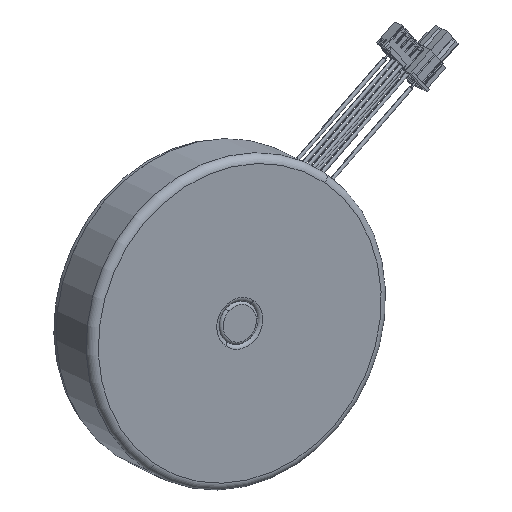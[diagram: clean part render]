
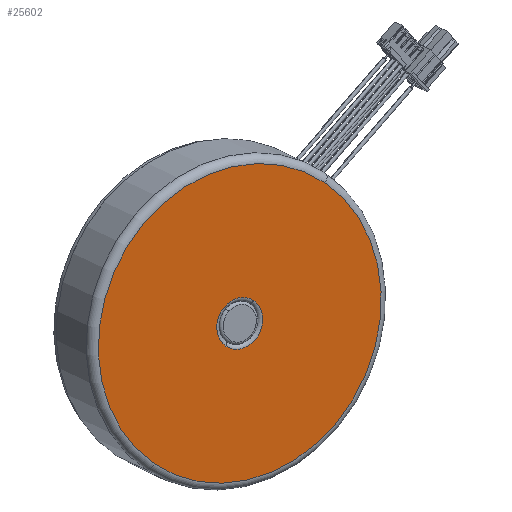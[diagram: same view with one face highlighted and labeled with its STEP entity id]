
A CAD part, front view. The second image highlights one B-rep face of the part: STEP entity #25602.
In plain terms, the highlighted face is planar.
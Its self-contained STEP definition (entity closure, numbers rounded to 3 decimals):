
#1222 = ORIENTED_EDGE ( 'NONE', *, *, #21101, .T. ) ;
#1771 = EDGE_CURVE ( 'NONE', #27112, #24026, #10244, .T. ) ;
#3260 = CIRCLE ( 'NONE', #3703, 9. ) ;
#3321 = DIRECTION ( 'NONE',  ( 1., 0., 0. ) ) ;
#3703 = AXIS2_PLACEMENT_3D ( 'NONE', #25258, #4233, #23042 ) ;
#4233 = DIRECTION ( 'NONE',  ( 0., 0., -1. ) ) ;
#4373 = AXIS2_PLACEMENT_3D ( 'NONE', #6848, #4503, #19451 ) ;
#4503 = DIRECTION ( 'NONE',  ( 0., 0., 1. ) ) ;
#4756 = PLANE ( 'NONE',  #14490 ) ;
#5793 = EDGE_LOOP ( 'NONE', ( #15031, #21949 ) ) ;
#6541 = CARTESIAN_POINT ( 'NONE',  ( 9., 0., 23. ) ) ;
#6848 = CARTESIAN_POINT ( 'NONE',  ( 0., 0., 23. ) ) ;
#7098 = FACE_OUTER_BOUND ( 'NONE', #25641, .T. ) ;
#7606 = DIRECTION ( 'NONE',  ( 0., 0., 1. ) ) ;
#10217 = VERTEX_POINT ( 'NONE', #18321 ) ;
#10244 = CIRCLE ( 'NONE', #14680, 9. ) ;
#10284 = CARTESIAN_POINT ( 'NONE',  ( 0., 0., 23. ) ) ;
#11384 = ORIENTED_EDGE ( 'NONE', *, *, #16407, .T. ) ;
#11758 = CARTESIAN_POINT ( 'NONE',  ( 0., 0., 23. ) ) ;
#12127 = CIRCLE ( 'NONE', #14791, 55.45 ) ;
#13385 = CARTESIAN_POINT ( 'NONE',  ( -9., 0., 23. ) ) ;
#14490 = AXIS2_PLACEMENT_3D ( 'NONE', #11758, #7606, #3321 ) ;
#14680 = AXIS2_PLACEMENT_3D ( 'NONE', #21046, #21189, #27111 ) ;
#14791 = AXIS2_PLACEMENT_3D ( 'NONE', #10284, #16930, #25364 ) ;
#15031 = ORIENTED_EDGE ( 'NONE', *, *, #1771, .T. ) ;
#16014 = VERTEX_POINT ( 'NONE', #19350 ) ;
#16407 = EDGE_CURVE ( 'NONE', #10217, #16014, #21166, .T. ) ;
#16930 = DIRECTION ( 'NONE',  ( 0., 0., 1. ) ) ;
#18321 = CARTESIAN_POINT ( 'NONE',  ( -55.45, 0., 23. ) ) ;
#19350 = CARTESIAN_POINT ( 'NONE',  ( 55.45, 0., 23. ) ) ;
#19451 = DIRECTION ( 'NONE',  ( 1., 0., 0. ) ) ;
#20743 = EDGE_CURVE ( 'NONE', #24026, #27112, #3260, .T. ) ;
#21046 = CARTESIAN_POINT ( 'NONE',  ( 0., 0., 23. ) ) ;
#21101 = EDGE_CURVE ( 'NONE', #16014, #10217, #12127, .T. ) ;
#21166 = CIRCLE ( 'NONE', #4373, 55.45 ) ;
#21189 = DIRECTION ( 'NONE',  ( 0., 0., -1. ) ) ;
#21949 = ORIENTED_EDGE ( 'NONE', *, *, #20743, .T. ) ;
#23042 = DIRECTION ( 'NONE',  ( 1., 0., 0. ) ) ;
#24026 = VERTEX_POINT ( 'NONE', #13385 ) ;
#25258 = CARTESIAN_POINT ( 'NONE',  ( 0., 0., 23. ) ) ;
#25364 = DIRECTION ( 'NONE',  ( 1., 0., 0. ) ) ;
#25602 = ADVANCED_FACE ( 'NONE', ( #26549, #7098 ), #4756, .T. ) ;
#25641 = EDGE_LOOP ( 'NONE', ( #1222, #11384 ) ) ;
#26549 = FACE_BOUND ( 'NONE', #5793, .T. ) ;
#27111 = DIRECTION ( 'NONE',  ( 1., 0., 0. ) ) ;
#27112 = VERTEX_POINT ( 'NONE', #6541 ) ;
